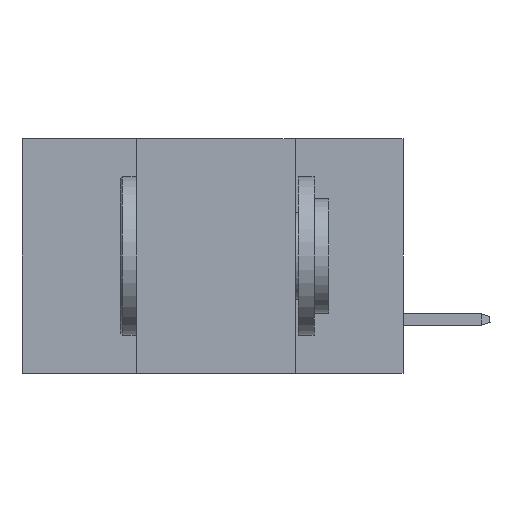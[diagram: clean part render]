
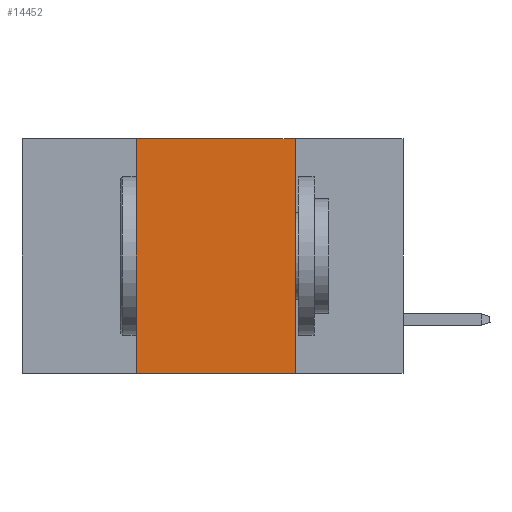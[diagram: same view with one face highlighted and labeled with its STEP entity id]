
A CAD part, left-side view. The second image highlights one B-rep face of the part: STEP entity #14452.
In plain terms, the highlighted planar face has unit normal (-1, 0, 0).
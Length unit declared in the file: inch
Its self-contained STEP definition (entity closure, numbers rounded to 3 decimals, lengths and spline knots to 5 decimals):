
#1080 = VERTEX_POINT ( 'NONE', #2262 ) ;
#1941 = DIRECTION ( 'NONE',  ( 0., 0., -1. ) ) ;
#2038 = EDGE_CURVE ( 'NONE', #8881, #7206, #15719, .T. ) ;
#2077 = EDGE_CURVE ( 'NONE', #1080, #8881, #5687, .T. ) ;
#2262 = CARTESIAN_POINT ( 'NONE',  ( 0., 0.42, 0. ) ) ;
#2738 = DIRECTION ( 'NONE',  ( 0., -1., 0. ) ) ;
#2935 = VECTOR ( 'NONE', #6488, 39.37008 ) ;
#3610 = DIRECTION ( 'NONE',  ( 0., -1., 0. ) ) ;
#4228 = ORIENTED_EDGE ( 'NONE', *, *, #8732, .T. ) ;
#5129 = ORIENTED_EDGE ( 'NONE', *, *, #2077, .F. ) ;
#5687 = LINE ( 'NONE', #15812, #14987 ) ;
#6084 = ORIENTED_EDGE ( 'NONE', *, *, #7509, .F. ) ;
#6431 = DIRECTION ( 'NONE',  ( 1., 0., 0. ) ) ;
#6488 = DIRECTION ( 'NONE',  ( 0., 0., 1. ) ) ;
#6557 = AXIS2_PLACEMENT_3D ( 'NONE', #7861, #6431, #1941 ) ;
#6832 = EDGE_LOOP ( 'NONE', ( #11323, #5129, #6084, #4228 ) ) ;
#7155 = CARTESIAN_POINT ( 'NONE',  ( 0., 0.17, 0. ) ) ;
#7206 = VERTEX_POINT ( 'NONE', #12495 ) ;
#7509 = EDGE_CURVE ( 'NONE', #11047, #1080, #12200, .T. ) ;
#7830 = CARTESIAN_POINT ( 'NONE',  ( 0., 0.6, -0.37 ) ) ;
#7861 = CARTESIAN_POINT ( 'NONE',  ( 0., 0.6, 0. ) ) ;
#8732 = EDGE_CURVE ( 'NONE', #11047, #7206, #9368, .T. ) ;
#8881 = VERTEX_POINT ( 'NONE', #7155 ) ;
#9368 = LINE ( 'NONE', #7830, #16115 ) ;
#11047 = VERTEX_POINT ( 'NONE', #15377 ) ;
#11323 = ORIENTED_EDGE ( 'NONE', *, *, #2038, .F. ) ;
#12200 = LINE ( 'NONE', #18111, #2935 ) ;
#12495 = CARTESIAN_POINT ( 'NONE',  ( 0., 0.17, -0.37 ) ) ;
#12657 = DIRECTION ( 'NONE',  ( 0., 0., -1. ) ) ;
#12858 = CARTESIAN_POINT ( 'NONE',  ( 0., 0.17, 0. ) ) ;
#14452 = ADVANCED_FACE ( 'NONE', ( #18657 ), #18751, .F. ) ;
#14987 = VECTOR ( 'NONE', #2738, 39.37008 ) ;
#15377 = CARTESIAN_POINT ( 'NONE',  ( 0., 0.42, -0.37 ) ) ;
#15719 = LINE ( 'NONE', #12858, #18620 ) ;
#15812 = CARTESIAN_POINT ( 'NONE',  ( 0., 0.6, 0. ) ) ;
#16115 = VECTOR ( 'NONE', #3610, 39.37008 ) ;
#18111 = CARTESIAN_POINT ( 'NONE',  ( 0., 0.42, 0. ) ) ;
#18620 = VECTOR ( 'NONE', #12657, 39.37008 ) ;
#18657 = FACE_OUTER_BOUND ( 'NONE', #6832, .T. ) ;
#18751 = PLANE ( 'NONE',  #6557 ) ;
